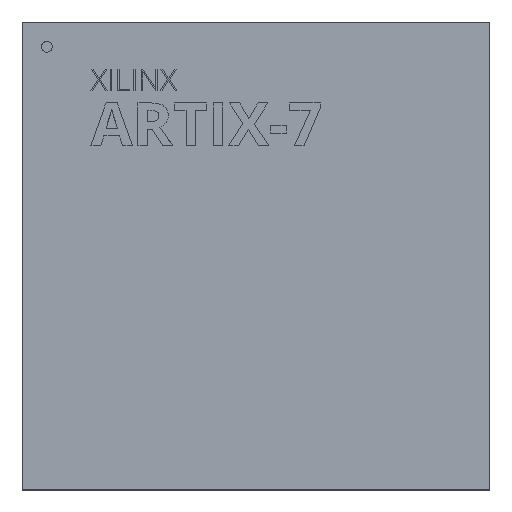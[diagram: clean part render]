
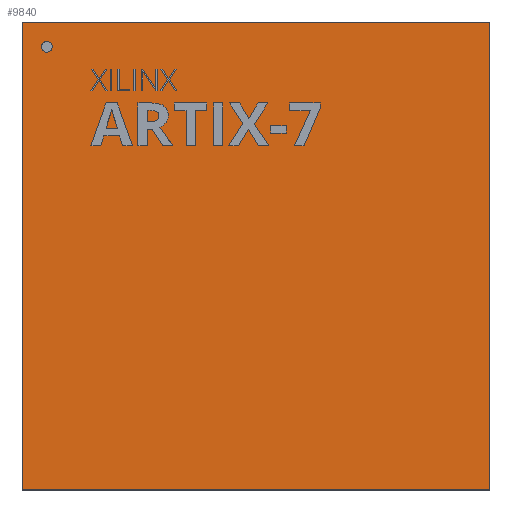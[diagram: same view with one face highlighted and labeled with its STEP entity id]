
A CAD part, top view. The second image highlights one B-rep face of the part: STEP entity #9840.
In plain terms, the highlighted planar face has unit normal (0, 0, 1).
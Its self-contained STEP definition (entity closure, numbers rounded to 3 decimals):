
#9526 = VERTEX_POINT('',#9527);
#9527 = CARTESIAN_POINT('',(-8.5,8.5,1.4));
#9534 = PLANE('',#9535);
#9535 = AXIS2_PLACEMENT_3D('',#9536,#9537,#9538);
#9536 = CARTESIAN_POINT('',(-8.5,8.5,0.4));
#9537 = DIRECTION('',(0.,1.,0.));
#9538 = DIRECTION('',(1.,0.,0.));
#9546 = PLANE('',#9547);
#9547 = AXIS2_PLACEMENT_3D('',#9548,#9549,#9550);
#9548 = CARTESIAN_POINT('',(-8.5,-8.5,0.4));
#9549 = DIRECTION('',(-1.,0.,0.));
#9550 = DIRECTION('',(0.,1.,0.));
#9558 = EDGE_CURVE('',#9526,#9559,#9561,.T.);
#9559 = VERTEX_POINT('',#9560);
#9560 = CARTESIAN_POINT('',(8.5,8.5,1.4));
#9561 = SURFACE_CURVE('',#9562,(#9566,#9573),.PCURVE_S1.);
#9562 = LINE('',#9563,#9564);
#9563 = CARTESIAN_POINT('',(-8.5,8.5,1.4));
#9564 = VECTOR('',#9565,1.);
#9565 = DIRECTION('',(1.,0.,0.));
#9566 = PCURVE('',#9534,#9567);
#9567 = DEFINITIONAL_REPRESENTATION('',(#9568),#9572);
#9568 = LINE('',#9569,#9570);
#9569 = CARTESIAN_POINT('',(0.,-1.));
#9570 = VECTOR('',#9571,1.);
#9571 = DIRECTION('',(1.,0.));
#9572 = ( GEOMETRIC_REPRESENTATION_CONTEXT(2) 
PARAMETRIC_REPRESENTATION_CONTEXT() REPRESENTATION_CONTEXT('2D SPACE',''
  ) );
#9573 = PCURVE('',#9574,#9579);
#9574 = PLANE('',#9575);
#9575 = AXIS2_PLACEMENT_3D('',#9576,#9577,#9578);
#9576 = CARTESIAN_POINT('',(0.,0.,1.4));
#9577 = DIRECTION('',(0.,0.,-1.));
#9578 = DIRECTION('',(-1.,0.,0.));
#9579 = DEFINITIONAL_REPRESENTATION('',(#9580),#9584);
#9580 = LINE('',#9581,#9582);
#9581 = CARTESIAN_POINT('',(8.5,8.5));
#9582 = VECTOR('',#9583,1.);
#9583 = DIRECTION('',(-1.,0.));
#9584 = ( GEOMETRIC_REPRESENTATION_CONTEXT(2) 
PARAMETRIC_REPRESENTATION_CONTEXT() REPRESENTATION_CONTEXT('2D SPACE',''
  ) );
#9602 = PLANE('',#9603);
#9603 = AXIS2_PLACEMENT_3D('',#9604,#9605,#9606);
#9604 = CARTESIAN_POINT('',(8.5,8.5,0.4));
#9605 = DIRECTION('',(1.,0.,0.));
#9606 = DIRECTION('',(0.,-1.,0.));
#9644 = EDGE_CURVE('',#9559,#9645,#9647,.T.);
#9645 = VERTEX_POINT('',#9646);
#9646 = CARTESIAN_POINT('',(8.5,-8.5,1.4));
#9647 = SURFACE_CURVE('',#9648,(#9652,#9659),.PCURVE_S1.);
#9648 = LINE('',#9649,#9650);
#9649 = CARTESIAN_POINT('',(8.5,8.5,1.4));
#9650 = VECTOR('',#9651,1.);
#9651 = DIRECTION('',(0.,-1.,0.));
#9652 = PCURVE('',#9602,#9653);
#9653 = DEFINITIONAL_REPRESENTATION('',(#9654),#9658);
#9654 = LINE('',#9655,#9656);
#9655 = CARTESIAN_POINT('',(0.,-1.));
#9656 = VECTOR('',#9657,1.);
#9657 = DIRECTION('',(1.,0.));
#9658 = ( GEOMETRIC_REPRESENTATION_CONTEXT(2) 
PARAMETRIC_REPRESENTATION_CONTEXT() REPRESENTATION_CONTEXT('2D SPACE',''
  ) );
#9659 = PCURVE('',#9574,#9660);
#9660 = DEFINITIONAL_REPRESENTATION('',(#9661),#9665);
#9661 = LINE('',#9662,#9663);
#9662 = CARTESIAN_POINT('',(-8.5,8.5));
#9663 = VECTOR('',#9664,1.);
#9664 = DIRECTION('',(0.,-1.));
#9665 = ( GEOMETRIC_REPRESENTATION_CONTEXT(2) 
PARAMETRIC_REPRESENTATION_CONTEXT() REPRESENTATION_CONTEXT('2D SPACE',''
  ) );
#9683 = PLANE('',#9684);
#9684 = AXIS2_PLACEMENT_3D('',#9685,#9686,#9687);
#9685 = CARTESIAN_POINT('',(8.5,-8.5,0.4));
#9686 = DIRECTION('',(0.,-1.,0.));
#9687 = DIRECTION('',(-1.,0.,0.));
#9720 = EDGE_CURVE('',#9645,#9721,#9723,.T.);
#9721 = VERTEX_POINT('',#9722);
#9722 = CARTESIAN_POINT('',(-8.5,-8.5,1.4));
#9723 = SURFACE_CURVE('',#9724,(#9728,#9735),.PCURVE_S1.);
#9724 = LINE('',#9725,#9726);
#9725 = CARTESIAN_POINT('',(8.5,-8.5,1.4));
#9726 = VECTOR('',#9727,1.);
#9727 = DIRECTION('',(-1.,0.,0.));
#9728 = PCURVE('',#9683,#9729);
#9729 = DEFINITIONAL_REPRESENTATION('',(#9730),#9734);
#9730 = LINE('',#9731,#9732);
#9731 = CARTESIAN_POINT('',(0.,-1.));
#9732 = VECTOR('',#9733,1.);
#9733 = DIRECTION('',(1.,0.));
#9734 = ( GEOMETRIC_REPRESENTATION_CONTEXT(2) 
PARAMETRIC_REPRESENTATION_CONTEXT() REPRESENTATION_CONTEXT('2D SPACE',''
  ) );
#9735 = PCURVE('',#9574,#9736);
#9736 = DEFINITIONAL_REPRESENTATION('',(#9737),#9741);
#9737 = LINE('',#9738,#9739);
#9738 = CARTESIAN_POINT('',(-8.5,-8.5));
#9739 = VECTOR('',#9740,1.);
#9740 = DIRECTION('',(1.,0.));
#9741 = ( GEOMETRIC_REPRESENTATION_CONTEXT(2) 
PARAMETRIC_REPRESENTATION_CONTEXT() REPRESENTATION_CONTEXT('2D SPACE',''
  ) );
#9791 = EDGE_CURVE('',#9721,#9526,#9792,.T.);
#9792 = SURFACE_CURVE('',#9793,(#9797,#9804),.PCURVE_S1.);
#9793 = LINE('',#9794,#9795);
#9794 = CARTESIAN_POINT('',(-8.5,-8.5,1.4));
#9795 = VECTOR('',#9796,1.);
#9796 = DIRECTION('',(0.,1.,0.));
#9797 = PCURVE('',#9546,#9798);
#9798 = DEFINITIONAL_REPRESENTATION('',(#9799),#9803);
#9799 = LINE('',#9800,#9801);
#9800 = CARTESIAN_POINT('',(0.,-1.));
#9801 = VECTOR('',#9802,1.);
#9802 = DIRECTION('',(1.,0.));
#9803 = ( GEOMETRIC_REPRESENTATION_CONTEXT(2) 
PARAMETRIC_REPRESENTATION_CONTEXT() REPRESENTATION_CONTEXT('2D SPACE',''
  ) );
#9804 = PCURVE('',#9574,#9805);
#9805 = DEFINITIONAL_REPRESENTATION('',(#9806),#9810);
#9806 = LINE('',#9807,#9808);
#9807 = CARTESIAN_POINT('',(8.5,-8.5));
#9808 = VECTOR('',#9809,1.);
#9809 = DIRECTION('',(0.,1.));
#9810 = ( GEOMETRIC_REPRESENTATION_CONTEXT(2) 
PARAMETRIC_REPRESENTATION_CONTEXT() REPRESENTATION_CONTEXT('2D SPACE',''
  ) );
#9840 = ADVANCED_FACE('',(#9841),#9574,.F.);
#9841 = FACE_BOUND('',#9842,.F.);
#9842 = EDGE_LOOP('',(#9843,#9844,#9845,#9846));
#9843 = ORIENTED_EDGE('',*,*,#9558,.T.);
#9844 = ORIENTED_EDGE('',*,*,#9644,.T.);
#9845 = ORIENTED_EDGE('',*,*,#9720,.T.);
#9846 = ORIENTED_EDGE('',*,*,#9791,.T.);
